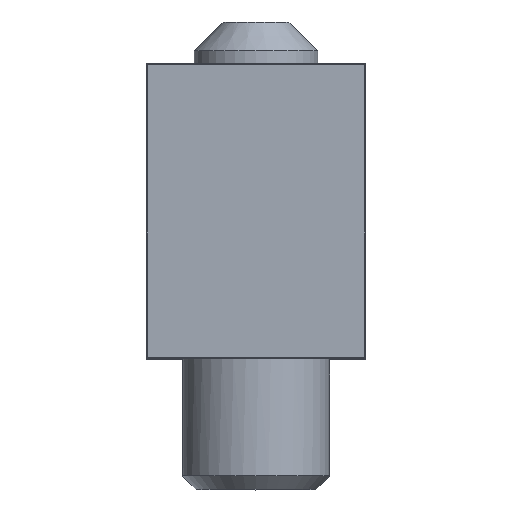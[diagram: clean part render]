
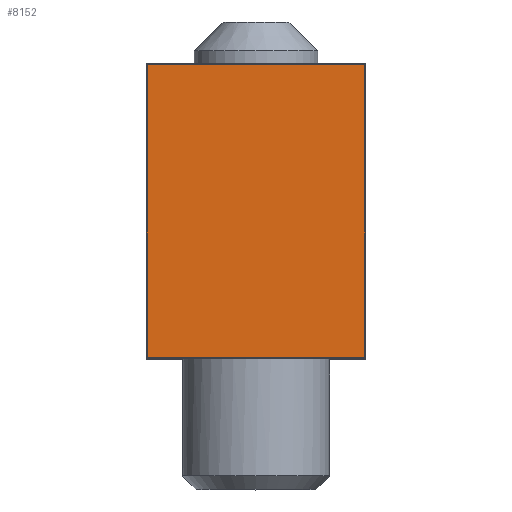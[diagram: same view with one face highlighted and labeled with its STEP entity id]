
A CAD part, top view. The second image highlights one B-rep face of the part: STEP entity #8152.
In plain terms, the highlighted planar face has unit normal (0, 0, 1).
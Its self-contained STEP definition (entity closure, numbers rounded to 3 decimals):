
#5329 = PLANE('',#5330);
#5330 = AXIS2_PLACEMENT_3D('',#5331,#5332,#5333);
#5331 = CARTESIAN_POINT('',(8.,10.7,12.85));
#5332 = DIRECTION('',(0.,-0.707,-0.707));
#5333 = DIRECTION('',(1.,0.,-0.));
#5505 = PLANE('',#5506);
#5506 = AXIS2_PLACEMENT_3D('',#5507,#5508,#5509);
#5507 = CARTESIAN_POINT('',(7.95,-10.75,12.85));
#5508 = DIRECTION('',(-0.707,0.,-0.707));
#5509 = DIRECTION('',(-0.,-1.,-0.));
#5937 = VERTEX_POINT('',#5938);
#5938 = CARTESIAN_POINT('',(7.9,10.65,12.9));
#5961 = VERTEX_POINT('',#5962);
#5962 = CARTESIAN_POINT('',(-7.9,10.65,12.9));
#5976 = PLANE('',#5977);
#5977 = AXIS2_PLACEMENT_3D('',#5978,#5979,#5980);
#5978 = CARTESIAN_POINT('',(-7.95,10.75,12.85));
#5979 = DIRECTION('',(0.707,0.,-0.707));
#5980 = DIRECTION('',(0.,-1.,0.));
#5988 = EDGE_CURVE('',#5937,#5961,#5989,.T.);
#5989 = SURFACE_CURVE('',#5990,(#5994,#6001),.PCURVE_S1.);
#5990 = LINE('',#5991,#5992);
#5991 = CARTESIAN_POINT('',(8.,10.65,12.9));
#5992 = VECTOR('',#5993,1.);
#5993 = DIRECTION('',(-1.,0.,0.));
#5994 = PCURVE('',#5329,#5995);
#5995 = DEFINITIONAL_REPRESENTATION('',(#5996),#6000);
#5996 = LINE('',#5997,#5998);
#5997 = CARTESIAN_POINT('',(-0.,0.071));
#5998 = VECTOR('',#5999,1.);
#5999 = DIRECTION('',(-1.,0.));
#6000 = ( GEOMETRIC_REPRESENTATION_CONTEXT(2) 
PARAMETRIC_REPRESENTATION_CONTEXT() REPRESENTATION_CONTEXT('2D SPACE',''
  ) );
#6001 = PCURVE('',#6002,#6007);
#6002 = PLANE('',#6003);
#6003 = AXIS2_PLACEMENT_3D('',#6004,#6005,#6006);
#6004 = CARTESIAN_POINT('',(0.,0.,12.9));
#6005 = DIRECTION('',(0.,0.,1.));
#6006 = DIRECTION('',(1.,0.,-0.));
#6007 = DEFINITIONAL_REPRESENTATION('',(#6008),#6012);
#6008 = LINE('',#6009,#6010);
#6009 = CARTESIAN_POINT('',(8.,10.65));
#6010 = VECTOR('',#6011,1.);
#6011 = DIRECTION('',(-1.,0.));
#6012 = ( GEOMETRIC_REPRESENTATION_CONTEXT(2) 
PARAMETRIC_REPRESENTATION_CONTEXT() REPRESENTATION_CONTEXT('2D SPACE',''
  ) );
#7263 = VERTEX_POINT('',#7264);
#7264 = CARTESIAN_POINT('',(7.9,-10.65,12.9));
#7278 = PLANE('',#7279);
#7279 = AXIS2_PLACEMENT_3D('',#7280,#7281,#7282);
#7280 = CARTESIAN_POINT('',(-8.,-10.7,12.85));
#7281 = DIRECTION('',(0.,0.707,-0.707));
#7282 = DIRECTION('',(1.,0.,0.));
#7292 = EDGE_CURVE('',#7263,#5937,#7293,.T.);
#7293 = SURFACE_CURVE('',#7294,(#7298,#7305),.PCURVE_S1.);
#7294 = LINE('',#7295,#7296);
#7295 = CARTESIAN_POINT('',(7.9,-10.75,12.9));
#7296 = VECTOR('',#7297,1.);
#7297 = DIRECTION('',(0.,1.,0.));
#7298 = PCURVE('',#5505,#7299);
#7299 = DEFINITIONAL_REPRESENTATION('',(#7300),#7304);
#7300 = LINE('',#7301,#7302);
#7301 = CARTESIAN_POINT('',(-0.,0.071));
#7302 = VECTOR('',#7303,1.);
#7303 = DIRECTION('',(-1.,0.));
#7304 = ( GEOMETRIC_REPRESENTATION_CONTEXT(2) 
PARAMETRIC_REPRESENTATION_CONTEXT() REPRESENTATION_CONTEXT('2D SPACE',''
  ) );
#7305 = PCURVE('',#6002,#7306);
#7306 = DEFINITIONAL_REPRESENTATION('',(#7307),#7311);
#7307 = LINE('',#7308,#7309);
#7308 = CARTESIAN_POINT('',(7.9,-10.75));
#7309 = VECTOR('',#7310,1.);
#7310 = DIRECTION('',(0.,1.));
#7311 = ( GEOMETRIC_REPRESENTATION_CONTEXT(2) 
PARAMETRIC_REPRESENTATION_CONTEXT() REPRESENTATION_CONTEXT('2D SPACE',''
  ) );
#8152 = ADVANCED_FACE('',(#8153),#6002,.T.);
#8153 = FACE_BOUND('',#8154,.T.);
#8154 = EDGE_LOOP('',(#8155,#8178,#8179,#8180));
#8155 = ORIENTED_EDGE('',*,*,#8156,.T.);
#8156 = EDGE_CURVE('',#8157,#7263,#8159,.T.);
#8157 = VERTEX_POINT('',#8158);
#8158 = CARTESIAN_POINT('',(-7.9,-10.65,12.9));
#8159 = SURFACE_CURVE('',#8160,(#8164,#8171),.PCURVE_S1.);
#8160 = LINE('',#8161,#8162);
#8161 = CARTESIAN_POINT('',(-8.,-10.65,12.9));
#8162 = VECTOR('',#8163,1.);
#8163 = DIRECTION('',(1.,0.,0.));
#8164 = PCURVE('',#6002,#8165);
#8165 = DEFINITIONAL_REPRESENTATION('',(#8166),#8170);
#8166 = LINE('',#8167,#8168);
#8167 = CARTESIAN_POINT('',(-8.,-10.65));
#8168 = VECTOR('',#8169,1.);
#8169 = DIRECTION('',(1.,0.));
#8170 = ( GEOMETRIC_REPRESENTATION_CONTEXT(2) 
PARAMETRIC_REPRESENTATION_CONTEXT() REPRESENTATION_CONTEXT('2D SPACE',''
  ) );
#8171 = PCURVE('',#7278,#8172);
#8172 = DEFINITIONAL_REPRESENTATION('',(#8173),#8177);
#8173 = LINE('',#8174,#8175);
#8174 = CARTESIAN_POINT('',(0.,-0.071));
#8175 = VECTOR('',#8176,1.);
#8176 = DIRECTION('',(1.,0.));
#8177 = ( GEOMETRIC_REPRESENTATION_CONTEXT(2) 
PARAMETRIC_REPRESENTATION_CONTEXT() REPRESENTATION_CONTEXT('2D SPACE',''
  ) );
#8178 = ORIENTED_EDGE('',*,*,#7292,.T.);
#8179 = ORIENTED_EDGE('',*,*,#5988,.T.);
#8180 = ORIENTED_EDGE('',*,*,#8181,.T.);
#8181 = EDGE_CURVE('',#5961,#8157,#8182,.T.);
#8182 = SURFACE_CURVE('',#8183,(#8187,#8194),.PCURVE_S1.);
#8183 = LINE('',#8184,#8185);
#8184 = CARTESIAN_POINT('',(-7.9,10.75,12.9));
#8185 = VECTOR('',#8186,1.);
#8186 = DIRECTION('',(0.,-1.,0.));
#8187 = PCURVE('',#6002,#8188);
#8188 = DEFINITIONAL_REPRESENTATION('',(#8189),#8193);
#8189 = LINE('',#8190,#8191);
#8190 = CARTESIAN_POINT('',(-7.9,10.75));
#8191 = VECTOR('',#8192,1.);
#8192 = DIRECTION('',(0.,-1.));
#8193 = ( GEOMETRIC_REPRESENTATION_CONTEXT(2) 
PARAMETRIC_REPRESENTATION_CONTEXT() REPRESENTATION_CONTEXT('2D SPACE',''
  ) );
#8194 = PCURVE('',#5976,#8195);
#8195 = DEFINITIONAL_REPRESENTATION('',(#8196),#8200);
#8196 = LINE('',#8197,#8198);
#8197 = CARTESIAN_POINT('',(0.,-0.071));
#8198 = VECTOR('',#8199,1.);
#8199 = DIRECTION('',(1.,0.));
#8200 = ( GEOMETRIC_REPRESENTATION_CONTEXT(2) 
PARAMETRIC_REPRESENTATION_CONTEXT() REPRESENTATION_CONTEXT('2D SPACE',''
  ) );
